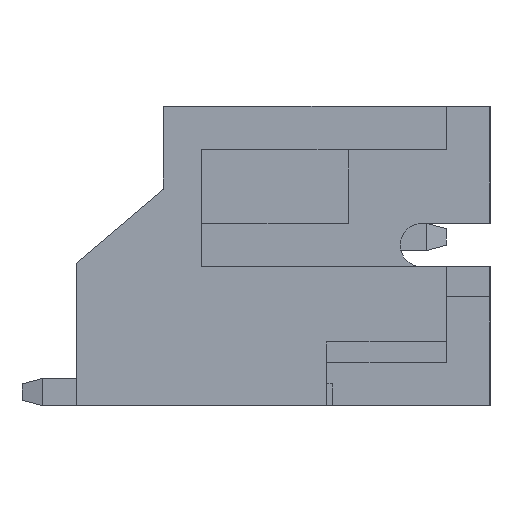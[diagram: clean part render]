
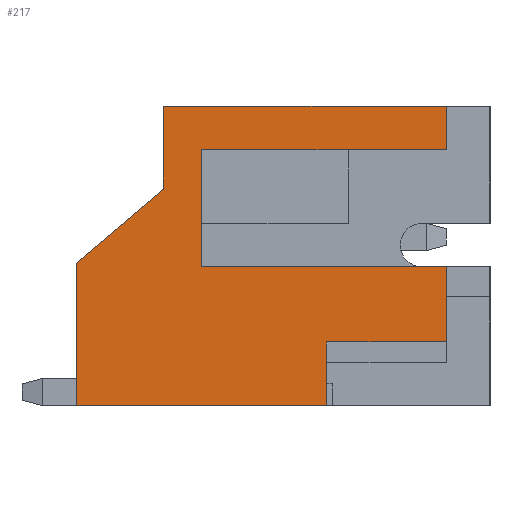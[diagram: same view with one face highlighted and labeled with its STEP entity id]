
A CAD part, left-side view. The second image highlights one B-rep face of the part: STEP entity #217.
In plain terms, the highlighted planar face has unit normal (-1, 0, 0).
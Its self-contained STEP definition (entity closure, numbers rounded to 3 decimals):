
#217=ADVANCED_FACE('',(#3767),#3769,.T.);
#3767=FACE_BOUND('',#3768,.T.);
#3768=EDGE_LOOP('',(#6661,#6662,#6663,#6664,#6665,#6666,#6667,#6668,#6669,#6670,
#6671,#6672));
#3769=PLANE('',#3770);
#3770=AXIS2_PLACEMENT_3D('',#3771,#3772,#3773);
#3771=CARTESIAN_POINT('',(-2.95,0.,0.));
#3772=DIRECTION('',(-1.,0.,0.));
#3773=DIRECTION('',(0.,0.,1.));
#6661=ORIENTED_EDGE('',*,*,#8674,.T.);
#6662=ORIENTED_EDGE('',*,*,#8675,.T.);
#6663=ORIENTED_EDGE('',*,*,#8547,.T.);
#6664=ORIENTED_EDGE('',*,*,#8640,.T.);
#6665=ORIENTED_EDGE('',*,*,#8676,.T.);
#6666=ORIENTED_EDGE('',*,*,#8677,.T.);
#6667=ORIENTED_EDGE('',*,*,#8678,.T.);
#6668=ORIENTED_EDGE('',*,*,#8679,.T.);
#6669=ORIENTED_EDGE('',*,*,#8680,.T.);
#6670=ORIENTED_EDGE('',*,*,#8681,.T.);
#6671=ORIENTED_EDGE('',*,*,#8682,.T.);
#6672=ORIENTED_EDGE('',*,*,#8683,.T.);
#8547=EDGE_CURVE('',#9588,#9586,#9589,.T.);
#8640=EDGE_CURVE('',#9586,#9762,#9764,.T.);
#8674=EDGE_CURVE('',#9822,#9823,#9824,.F.);
#8675=EDGE_CURVE('',#9823,#9588,#9825,.F.);
#8676=EDGE_CURVE('',#9762,#9826,#9827,.T.);
#8677=EDGE_CURVE('',#9826,#9828,#9829,.T.);
#8678=EDGE_CURVE('',#9828,#9830,#9831,.T.);
#8679=EDGE_CURVE('',#9830,#9832,#9833,.F.);
#8680=EDGE_CURVE('',#9832,#9834,#9835,.F.);
#8681=EDGE_CURVE('',#9834,#9836,#9837,.F.);
#8682=EDGE_CURVE('',#9836,#9838,#9839,.F.);
#8683=EDGE_CURVE('',#9838,#9822,#9840,.F.);
#9586=VERTEX_POINT('',#11288);
#9588=VERTEX_POINT('',#11292);
#9589=LINE('',#11293,#11294);
#9762=VERTEX_POINT('',#11651);
#9764=LINE('',#11655,#11656);
#9822=VERTEX_POINT('',#11783);
#9823=VERTEX_POINT('',#11784);
#9824=LINE('',#11785,#11786);
#9825=LINE('',#11788,#11789);
#9826=VERTEX_POINT('',#11791);
#9827=LINE('',#11792,#11793);
#9828=VERTEX_POINT('',#11795);
#9829=LINE('',#11796,#11797);
#9830=VERTEX_POINT('',#11799);
#9831=LINE('',#11800,#11801);
#9832=VERTEX_POINT('',#11803);
#9833=LINE('',#11804,#11805);
#9834=VERTEX_POINT('',#11807);
#9835=LINE('',#11808,#11809);
#9836=VERTEX_POINT('',#11811);
#9837=LINE('',#11812,#11813);
#9838=VERTEX_POINT('',#11815);
#9839=LINE('',#11816,#11817);
#9840=LINE('',#11819,#11820);
#11288=CARTESIAN_POINT('',(-2.95,0.,5.5));
#11292=CARTESIAN_POINT('',(-2.95,-5.2,5.5));
#11293=CARTESIAN_POINT('',(-2.95,-5.2,5.5));
#11294=VECTOR('',#11295,1.);
#11295=DIRECTION('',(0.,1.,0.));
#11651=CARTESIAN_POINT('',(-2.95,0.,3.979));
#11655=CARTESIAN_POINT('',(-2.95,0.,5.5));
#11656=VECTOR('',#11657,1.);
#11657=DIRECTION('',(0.,0.,-1.));
#11783=CARTESIAN_POINT('',(-2.95,-0.7,4.7));
#11784=CARTESIAN_POINT('',(-2.95,-5.2,4.7));
#11785=CARTESIAN_POINT('',(-2.95,-5.2,4.7));
#11786=VECTOR('',#11787,1.);
#11787=DIRECTION('',(0.,1.,0.));
#11788=CARTESIAN_POINT('',(-2.95,-5.2,5.5));
#11789=VECTOR('',#11790,1.);
#11790=DIRECTION('',(0.,0.,-1.));
#11791=CARTESIAN_POINT('',(-2.95,1.6,2.618));
#11792=CARTESIAN_POINT('',(-2.95,0.,3.979));
#11793=VECTOR('',#11794,1.);
#11794=DIRECTION('',(0.,0.762,-0.648));
#11795=CARTESIAN_POINT('',(-2.95,1.6,0.));
#11796=CARTESIAN_POINT('',(-2.95,1.6,2.618));
#11797=VECTOR('',#11798,1.);
#11798=DIRECTION('',(0.,0.,-1.));
#11799=CARTESIAN_POINT('',(-2.95,-3.,0.));
#11800=CARTESIAN_POINT('',(-2.95,1.6,0.));
#11801=VECTOR('',#11802,1.);
#11802=DIRECTION('',(0.,-1.,0.));
#11803=CARTESIAN_POINT('',(-2.95,-3.,1.17));
#11804=CARTESIAN_POINT('',(-2.95,-3.,1.17));
#11805=VECTOR('',#11806,1.);
#11806=DIRECTION('',(0.,0.,-1.));
#11807=CARTESIAN_POINT('',(-2.95,-5.2,1.17));
#11808=CARTESIAN_POINT('',(-2.95,-5.2,1.17));
#11809=VECTOR('',#11810,1.);
#11810=DIRECTION('',(0.,1.,0.));
#11811=CARTESIAN_POINT('',(-2.95,-5.2,2.55));
#11812=CARTESIAN_POINT('',(-2.95,-5.2,2.55));
#11813=VECTOR('',#11814,1.);
#11814=DIRECTION('',(0.,0.,-1.));
#11815=CARTESIAN_POINT('',(-2.95,-0.7,2.55));
#11816=CARTESIAN_POINT('',(-2.95,-0.7,2.55));
#11817=VECTOR('',#11818,1.);
#11818=DIRECTION('',(0.,-1.,0.));
#11819=CARTESIAN_POINT('',(-2.95,-0.7,4.7));
#11820=VECTOR('',#11821,1.);
#11821=DIRECTION('',(0.,0.,-1.));
